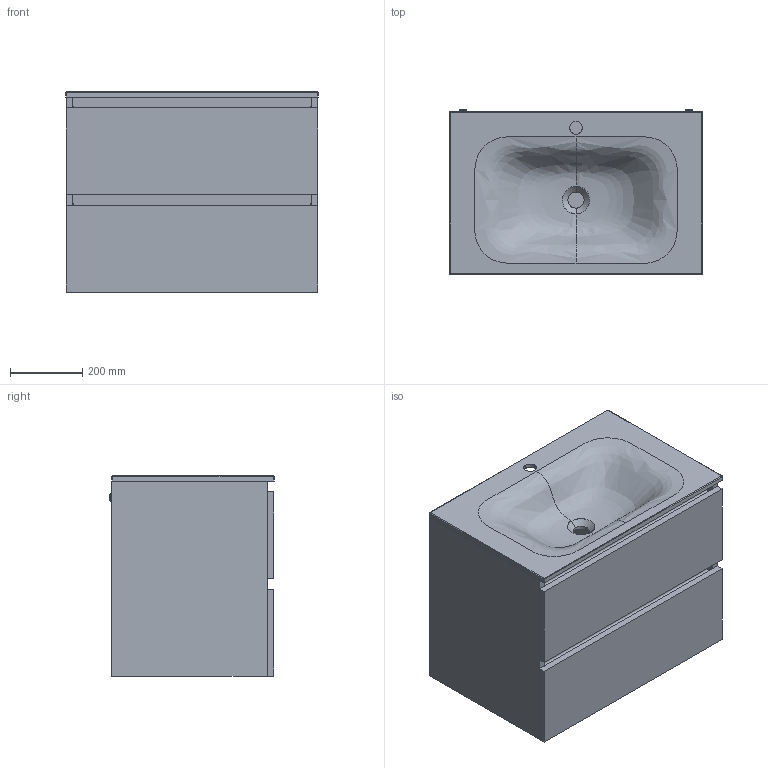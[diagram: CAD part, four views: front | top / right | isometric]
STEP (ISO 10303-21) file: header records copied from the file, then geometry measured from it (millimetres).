
FILE_DESCRIPTION(/* description */ (''),/* implementation_level */ '2;1');
FILE_NAME(/* name */ 'Jessel 700',/* time_stamp */ '2025-06-27T12:01:18+03:00',/* author */ (''),/* organization */ (''),/* preprocessor_version */ 'ST-DEVELOPER v16.5',/* originating_system */ 'Rhino 7.13',/* authorisation */ '');
FILE_SCHEMA (('CONFIG_CONTROL_DESIGN'));
Length unit declared in the file: millimetre
Products named in the file (1): Document
Bounding box: 700 x 455.09 x 554 mm (x, y, z)
Volume: 37475929.2 mm3; surface area: 5414599.1 mm2
Topology: 24 solids, 26 shells, 2247 faces, 6000 edges, 3853 vertices
Faces by surface type: plane 1614, cylinder 320, bspline 313
Entity records: 95870 total; most frequent: CARTESIAN_POINT 56094, ORIENTED_EDGE 11926, EDGE_CURVE 5966, B_SPLINE_CURVE_WITH_KNOTS 4832, VERTEX_POINT 3853, EDGE_LOOP 2447, ADVANCED_FACE 2247, FACE_OUTER_BOUND 2247
